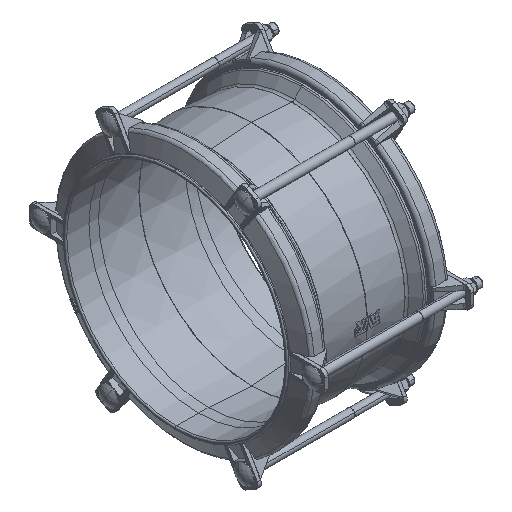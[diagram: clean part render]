
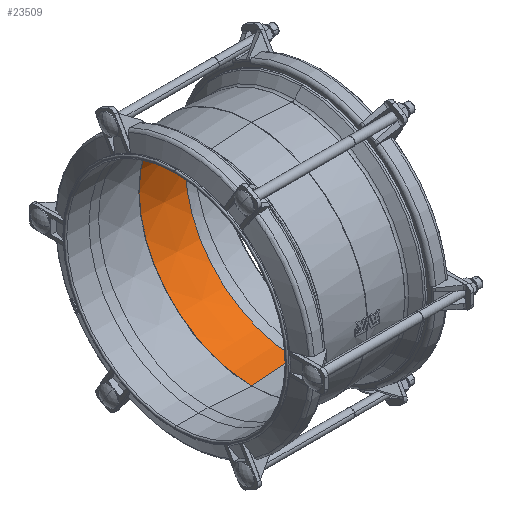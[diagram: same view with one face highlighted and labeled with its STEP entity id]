
A CAD part, isometric view. The second image highlights one B-rep face of the part: STEP entity #23509.
In plain terms, the highlighted conical face has half-angle 4 degrees and reference radius 165 mm.
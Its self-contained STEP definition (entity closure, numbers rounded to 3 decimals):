
#994 = AXIS2_PLACEMENT_3D ( 'NONE', #18917, #18915, #18913 ) ;
#2139 = CIRCLE ( 'NONE', #6453, 169.566 ) ;
#2141 = CIRCLE ( 'NONE', #6451, 165. ) ;
#3243 = VERTEX_POINT ( 'NONE', #38740 ) ;
#3245 = VERTEX_POINT ( 'NONE', #38742 ) ;
#3250 = VERTEX_POINT ( 'NONE', #38747 ) ;
#3258 = VERTEX_POINT ( 'NONE', #38755 ) ;
#3781 = EDGE_LOOP ( 'NONE', ( #15729, #15732, #15735, #15738 ) ) ;
#6451 = AXIS2_PLACEMENT_3D ( 'NONE', #20573, #20574, #20575 ) ;
#6453 = AXIS2_PLACEMENT_3D ( 'NONE', #20608, #20609, #20610 ) ;
#10908 = EDGE_CURVE ( 'NONE', #3250, #3258, #2141, .T. ) ;
#10912 = EDGE_CURVE ( 'NONE', #3245, #3243, #2139, .T. ) ;
#15729 = ORIENTED_EDGE ( 'NONE', *, *, #34685, .F. ) ;
#15732 = ORIENTED_EDGE ( 'NONE', *, *, #10908, .T. ) ;
#15735 = ORIENTED_EDGE ( 'NONE', *, *, #34625, .T. ) ;
#15738 = ORIENTED_EDGE ( 'NONE', *, *, #10912, .F. ) ;
#18913 = DIRECTION ( 'NONE',  ( 0., 0., 1. ) ) ;
#18915 = DIRECTION ( 'NONE',  ( -1., 0., 0. ) ) ;
#18917 = CARTESIAN_POINT ( 'NONE',  ( 65.507, 0., 0. ) ) ;
#20573 = CARTESIAN_POINT ( 'NONE',  ( 65.507, 0., 0. ) ) ;
#20574 = DIRECTION ( 'NONE',  ( 1., 0., 0. ) ) ;
#20575 = DIRECTION ( 'NONE',  ( 0., 0., -1. ) ) ;
#20608 = CARTESIAN_POINT ( 'NONE',  ( 0.209, 0., 0. ) ) ;
#20609 = DIRECTION ( 'NONE',  ( 1., 0., 0. ) ) ;
#20610 = DIRECTION ( 'NONE',  ( 0., 0., -1. ) ) ;
#22774 = FACE_OUTER_BOUND ( 'NONE', #3781, .T. ) ;
#22829 = CONICAL_SURFACE ( 'NONE', #994, 165., 0.07 ) ;
#23509 = ADVANCED_FACE ( 'NONE', ( #22774 ), #22829, .F. ) ;
#34625 = EDGE_CURVE ( 'NONE', #3258, #3243, #38225, .T. ) ;
#34685 = EDGE_CURVE ( 'NONE', #3250, #3245, #38302, .T. ) ;
#38225 = LINE ( 'NONE', #40415, #38228 ) ;
#38228 = VECTOR ( 'NONE', #40407, 1000. ) ;
#38302 = LINE ( 'NONE', #40612, #38305 ) ;
#38305 = VECTOR ( 'NONE', #40613, 1000. ) ;
#38740 = CARTESIAN_POINT ( 'NONE',  ( 0.209, 0., 169.566 ) ) ;
#38742 = CARTESIAN_POINT ( 'NONE',  ( 0.209, 0., -169.566 ) ) ;
#38747 = CARTESIAN_POINT ( 'NONE',  ( 65.507, 0., -165. ) ) ;
#38755 = CARTESIAN_POINT ( 'NONE',  ( 65.507, 0., 165. ) ) ;
#40407 = DIRECTION ( 'NONE',  ( -0.998, 0., 0.07 ) ) ;
#40415 = CARTESIAN_POINT ( 'NONE',  ( 65.507, 0., 165. ) ) ;
#40612 = CARTESIAN_POINT ( 'NONE',  ( 65.507, 0., -165. ) ) ;
#40613 = DIRECTION ( 'NONE',  ( -0.998, 0., -0.07 ) ) ;
